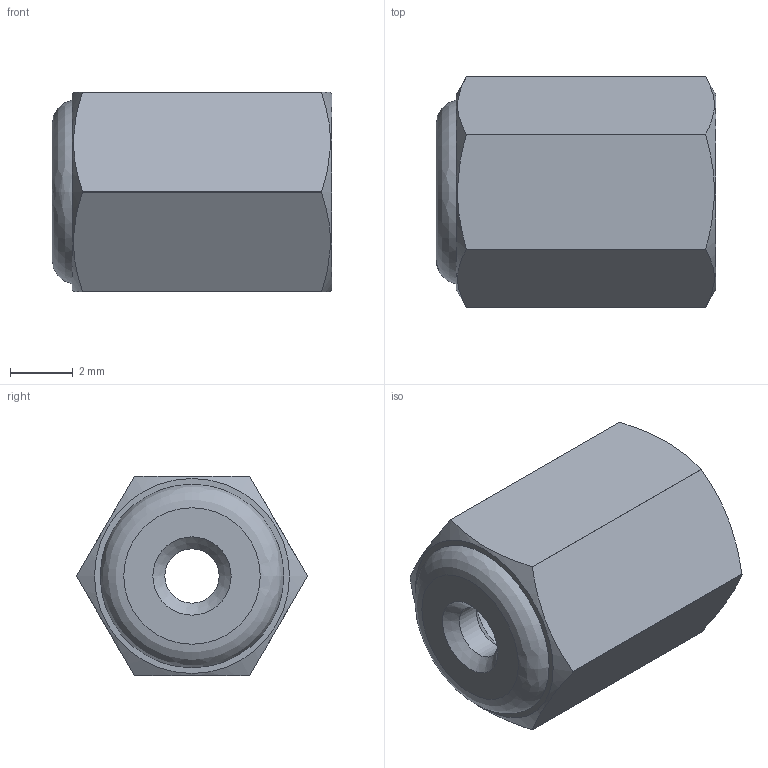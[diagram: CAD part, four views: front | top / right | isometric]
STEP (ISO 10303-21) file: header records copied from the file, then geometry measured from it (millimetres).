
FILE_DESCRIPTION((''),'2;1');
FILE_NAME('312501-EN1 External nut.stp','2008-08-07T17:32:15',('Franzp'),(''),'Autodesk Inventor 2008','Autodesk Inventor 2008','');
FILE_SCHEMA(('AUTOMOTIVE_DESIGN { 1 0 10303 214 1 1 1 1 }'));
Length unit declared in the file: millimetre
Products named in the file (1): 312501
Bounding box: 8.89 x 7.33 x 6.35 mm (x, y, z)
Volume: 205.6 mm3; surface area: 342.3 mm2
Topology: 1 solids, 1 shells, 24 faces, 58 edges, 38 vertices
Faces by surface type: plane 9, cylinder 6, bspline 5, cone 4
Entity records: 721 total; most frequent: CARTESIAN_POINT 211, DIRECTION 98, ORIENTED_EDGE 94, EDGE_CURVE 47, AXIS2_PLACEMENT_3D 43, EDGE_LOOP 36, VERTEX_POINT 35, FACE_OUTER_BOUND 24
